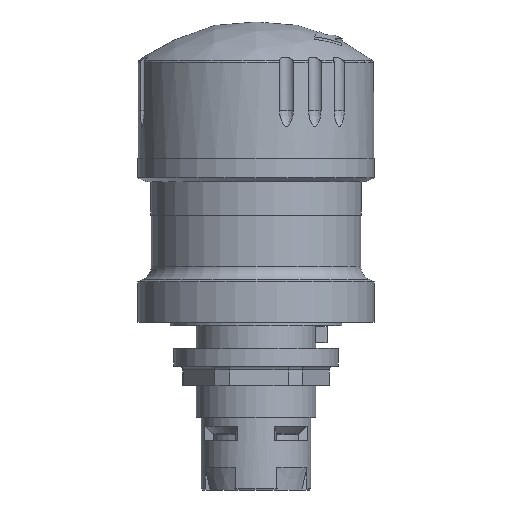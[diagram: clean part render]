
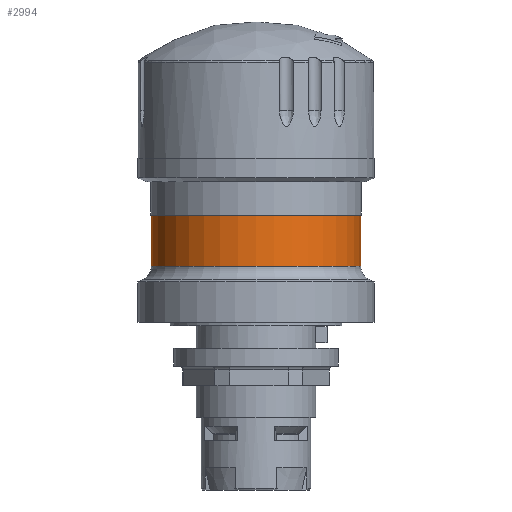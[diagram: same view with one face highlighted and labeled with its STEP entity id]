
A CAD part, front view. The second image highlights one B-rep face of the part: STEP entity #2994.
In plain terms, the highlighted cylindrical face has radius 14 mm (diameter 28 mm), a full revolution.
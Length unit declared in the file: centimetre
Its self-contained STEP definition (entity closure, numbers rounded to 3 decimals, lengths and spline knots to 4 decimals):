
#134=CYLINDRICAL_SURFACE('',#3265,1.4);
#628=FACE_BOUND('',#960,.T.);
#748=FACE_OUTER_BOUND('',#959,.T.);
#959=EDGE_LOOP('',(#2412));
#960=EDGE_LOOP('',(#2413));
#1131=CIRCLE('',#3264,1.4);
#1132=CIRCLE('',#3266,1.4);
#1378=VERTEX_POINT('',#4922);
#1379=VERTEX_POINT('',#4925);
#1749=EDGE_CURVE('',#1378,#1378,#1131,.T.);
#1750=EDGE_CURVE('',#1379,#1379,#1132,.T.);
#2412=ORIENTED_EDGE('',*,*,#1749,.F.);
#2413=ORIENTED_EDGE('',*,*,#1750,.T.);
#2994=ADVANCED_FACE('',(#748,#628),#134,.T.);
#3264=AXIS2_PLACEMENT_3D('',#4923,#3910,#3911);
#3265=AXIS2_PLACEMENT_3D('',#4924,#3912,#3913);
#3266=AXIS2_PLACEMENT_3D('',#4926,#3914,#3915);
#3910=DIRECTION('center_axis',(0.,0.,
1.));
#3911=DIRECTION('ref_axis',(-1.,0.,0.));
#3912=DIRECTION('center_axis',(0.,0.,
1.));
#3913=DIRECTION('ref_axis',(-1.,0.,0.));
#3914=DIRECTION('center_axis',(0.,0.,
1.));
#3915=DIRECTION('ref_axis',(-1.,0.,0.));
#4922=CARTESIAN_POINT('',(-1.4,0.,3.665));
#4923=CARTESIAN_POINT('Origin',(0.,0.,
3.665));
#4924=CARTESIAN_POINT('Origin',(0.,0.,
3.3282));
#4925=CARTESIAN_POINT('',(-1.4,0.,2.9913));
#4926=CARTESIAN_POINT('Origin',(0.,0.,
2.9913));
